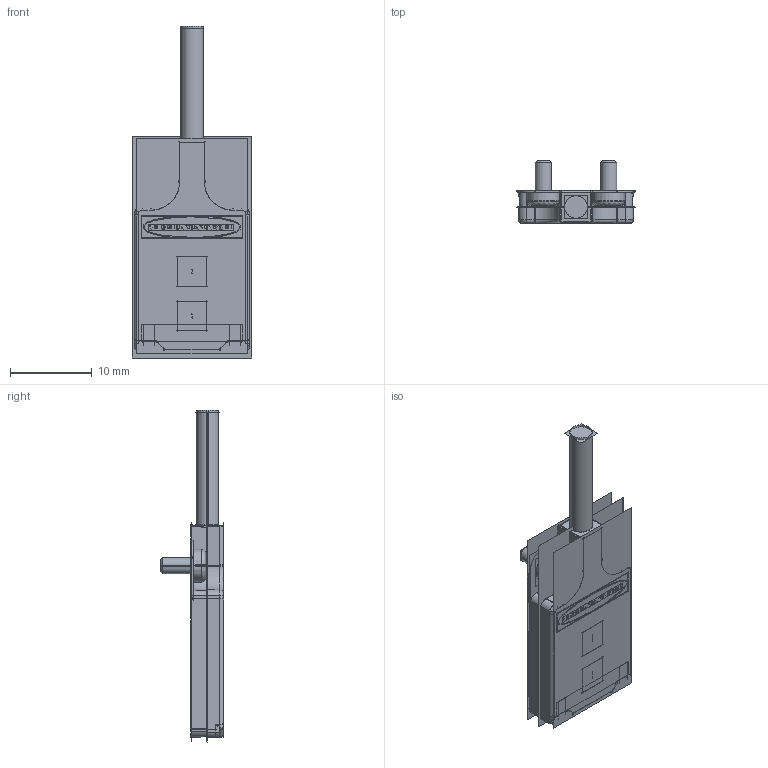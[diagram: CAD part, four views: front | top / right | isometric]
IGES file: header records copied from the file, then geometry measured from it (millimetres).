
Start section:  PTC IGES file: 249331_sm01.igs
Global section: file name: 249331_sm01.igs; native system: Creo Parametric by PTC Inc.; preprocessor: 2022414; author: banengservice; organization: Unknown; date: 20260223.082455; units: millimetre
Bounding box: 14.66 x 7.79 x 40.64 mm (x, y, z)
Volume: 1285.3 mm3; surface area: 6776.3 mm2
Topology: 3 solids, 6 shells, 988 faces, 4775 edges, 5840 vertices
Faces by surface type: bspline 632, revolution 194, extrusion 162
